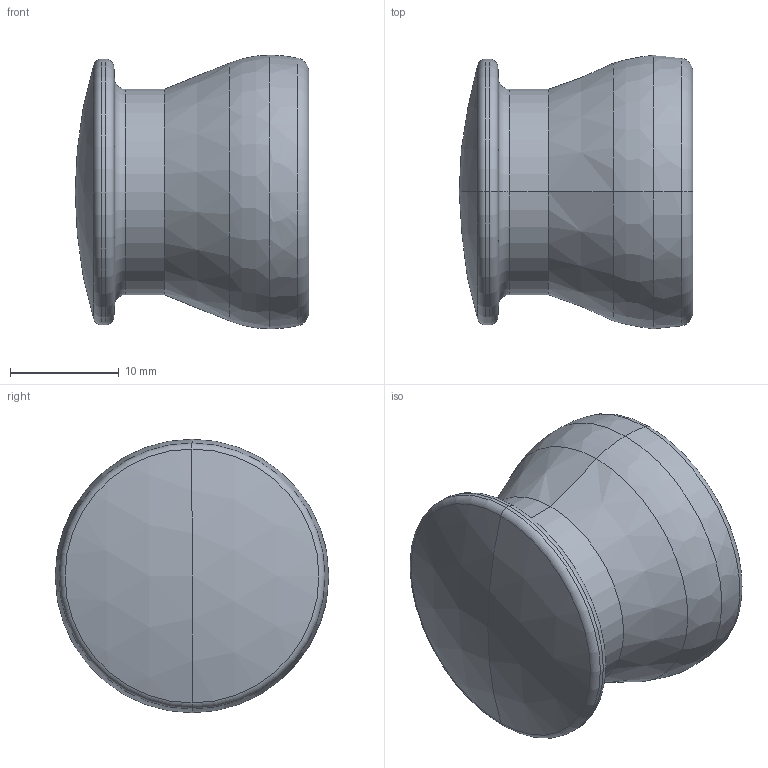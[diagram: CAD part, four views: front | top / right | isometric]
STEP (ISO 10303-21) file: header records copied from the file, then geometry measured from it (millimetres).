
FILE_DESCRIPTION (( 'STEP AP203' ), '1' );
FILE_NAME ('1-2 End Cap.STEP', '2005-02-04T23:45:26', ( 'mark lockwood' ), ( 'lockwood products inc.' ), 'SwSTEP 2.0', 'SolidWorks 2004146', '' );
FILE_SCHEMA (( 'CONFIG_CONTROL_DESIGN' ));
Length unit declared in the file: inch
Products named in the file (1): 1-2 End Cap
Bounding box: 21.46 x 25.15 x 25.15 mm (x, y, z)
Volume: 3095.7 mm3; surface area: 3413.1 mm2
Topology: 1 solids, 1 shells, 35 faces, 77 edges, 41 vertices
Faces by surface type: torus 12, cylinder 8, sphere 8, cone 6, plane 1
Entity records: 971 total; most frequent: DIRECTION 194, CARTESIAN_POINT 140, ORIENTED_EDGE 136, AXIS2_PLACEMENT_3D 90, EDGE_CURVE 68, CIRCLE 54, VERTEX_POINT 36, EDGE_LOOP 36
